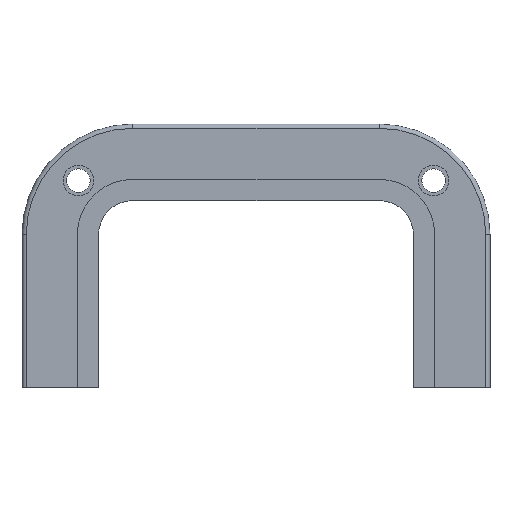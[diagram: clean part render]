
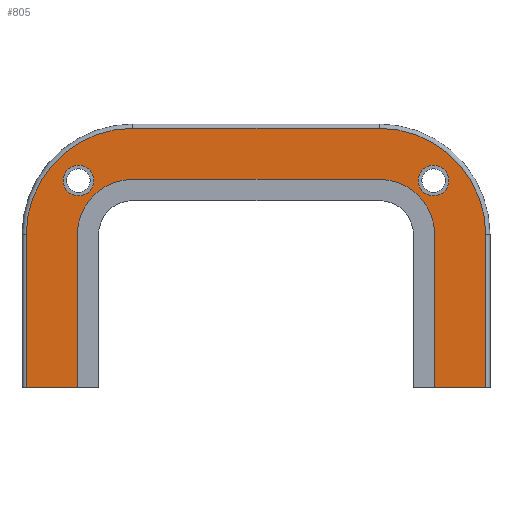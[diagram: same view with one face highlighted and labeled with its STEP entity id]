
A CAD part, top view. The second image highlights one B-rep face of the part: STEP entity #805.
In plain terms, the highlighted planar face has unit normal (0, 0, 1).
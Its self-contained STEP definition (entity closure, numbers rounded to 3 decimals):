
#17=FACE_BOUND('',#130,.T.);
#18=FACE_BOUND('',#131,.T.);
#80=FACE_OUTER_BOUND('',#129,.T.);
#129=EDGE_LOOP('',(#697,#698,#699,#700,#701,#702,#703,#704,#705,#706,#707,
#708));
#130=EDGE_LOOP('',(#709));
#131=EDGE_LOOP('',(#710));
#149=CIRCLE('',#856,25.);
#153=CIRCLE('',#861,25.);
#160=CIRCLE('',#873,13.);
#161=CIRCLE('',#876,13.);
#168=CIRCLE('',#890,3.6);
#171=CIRCLE('',#895,3.6);
#212=LINE('',#1267,#289);
#225=LINE('',#1304,#302);
#241=LINE('',#1360,#318);
#242=LINE('',#1364,#319);
#243=LINE('',#1365,#320);
#244=LINE('',#1367,#321);
#245=LINE('',#1368,#322);
#246=LINE('',#1369,#323);
#289=VECTOR('',#1024,10.);
#302=VECTOR('',#1057,10.);
#318=VECTOR('',#1123,10.);
#319=VECTOR('',#1126,10.);
#320=VECTOR('',#1127,10.);
#321=VECTOR('',#1128,10.);
#322=VECTOR('',#1129,10.);
#323=VECTOR('',#1130,10.);
#362=VERTEX_POINT('',#1249);
#364=VERTEX_POINT('',#1252);
#366=VERTEX_POINT('',#1258);
#367=VERTEX_POINT('',#1260);
#380=VERTEX_POINT('',#1297);
#381=VERTEX_POINT('',#1298);
#382=VERTEX_POINT('',#1303);
#383=VERTEX_POINT('',#1307);
#393=VERTEX_POINT('',#1341);
#396=VERTEX_POINT('',#1350);
#397=VERTEX_POINT('',#1358);
#398=VERTEX_POINT('',#1362);
#399=VERTEX_POINT('',#1363);
#400=VERTEX_POINT('',#1366);
#450=EDGE_CURVE('',#362,#364,#149,.T.);
#454=EDGE_CURVE('',#366,#367,#153,.T.);
#458=EDGE_CURVE('',#367,#362,#212,.T.);
#473=EDGE_CURVE('',#380,#381,#160,.T.);
#476=EDGE_CURVE('',#381,#382,#225,.T.);
#478=EDGE_CURVE('',#382,#383,#161,.T.);
#495=EDGE_CURVE('',#393,#393,#168,.T.);
#499=EDGE_CURVE('',#396,#396,#171,.T.);
#504=EDGE_CURVE('',#364,#397,#241,.T.);
#505=EDGE_CURVE('',#398,#399,#242,.T.);
#506=EDGE_CURVE('',#398,#380,#243,.T.);
#507=EDGE_CURVE('',#383,#400,#244,.T.);
#508=EDGE_CURVE('',#397,#400,#245,.T.);
#509=EDGE_CURVE('',#399,#366,#246,.T.);
#697=ORIENTED_EDGE('',*,*,#505,.F.);
#698=ORIENTED_EDGE('',*,*,#506,.T.);
#699=ORIENTED_EDGE('',*,*,#473,.T.);
#700=ORIENTED_EDGE('',*,*,#476,.T.);
#701=ORIENTED_EDGE('',*,*,#478,.T.);
#702=ORIENTED_EDGE('',*,*,#507,.T.);
#703=ORIENTED_EDGE('',*,*,#508,.F.);
#704=ORIENTED_EDGE('',*,*,#504,.F.);
#705=ORIENTED_EDGE('',*,*,#450,.F.);
#706=ORIENTED_EDGE('',*,*,#458,.F.);
#707=ORIENTED_EDGE('',*,*,#454,.F.);
#708=ORIENTED_EDGE('',*,*,#509,.F.);
#709=ORIENTED_EDGE('',*,*,#495,.T.);
#710=ORIENTED_EDGE('',*,*,#499,.T.);
#761=PLANE('',#900);
#805=ADVANCED_FACE('',(#80,#17,#18),#761,.T.);
#856=AXIS2_PLACEMENT_3D('',#1253,#1005,#1006);
#861=AXIS2_PLACEMENT_3D('',#1261,#1015,#1016);
#873=AXIS2_PLACEMENT_3D('',#1299,#1051,#1052);
#876=AXIS2_PLACEMENT_3D('',#1308,#1061,#1062);
#890=AXIS2_PLACEMENT_3D('',#1342,#1099,#1100);
#895=AXIS2_PLACEMENT_3D('',#1351,#1110,#1111);
#900=AXIS2_PLACEMENT_3D('',#1361,#1124,#1125);
#1005=DIRECTION('center_axis',(0.,0.,-1.));
#1006=DIRECTION('ref_axis',(0.707,0.707,0.));
#1015=DIRECTION('center_axis',(0.,0.,-1.));
#1016=DIRECTION('ref_axis',(-0.707,0.707,0.));
#1024=DIRECTION('',(1.,0.,0.));
#1051=DIRECTION('center_axis',(0.,0.,-1.));
#1052=DIRECTION('ref_axis',(0.,1.,0.));
#1057=DIRECTION('',(1.,0.,0.));
#1061=DIRECTION('center_axis',(0.,0.,-1.));
#1062=DIRECTION('ref_axis',(1.,0.,0.));
#1099=DIRECTION('center_axis',(0.,0.,-1.));
#1100=DIRECTION('ref_axis',(1.,0.,0.));
#1110=DIRECTION('center_axis',(0.,0.,-1.));
#1111=DIRECTION('ref_axis',(1.,0.,0.));
#1123=DIRECTION('',(0.,-1.,0.));
#1124=DIRECTION('center_axis',(0.,0.,1.));
#1125=DIRECTION('ref_axis',(1.,0.,0.));
#1126=DIRECTION('',(-1.,0.,0.));
#1127=DIRECTION('',(0.,1.,0.));
#1128=DIRECTION('',(0.,-1.,0.));
#1129=DIRECTION('',(-1.,0.,0.));
#1130=DIRECTION('',(0.,1.,0.));
#1249=CARTESIAN_POINT('',(68.,175.,20.));
#1252=CARTESIAN_POINT('',(93.,150.,20.));
#1253=CARTESIAN_POINT('Origin',(68.,150.,20.));
#1258=CARTESIAN_POINT('',(-15.,150.,20.));
#1260=CARTESIAN_POINT('',(10.,175.,20.));
#1261=CARTESIAN_POINT('Origin',(10.,150.,20.));
#1267=CARTESIAN_POINT('',(53.5,175.,20.));
#1297=CARTESIAN_POINT('',(-3.,150.,20.));
#1298=CARTESIAN_POINT('',(10.,163.,20.));
#1299=CARTESIAN_POINT('Origin',(10.,150.,20.));
#1303=CARTESIAN_POINT('',(68.,163.,20.));
#1304=CARTESIAN_POINT('',(24.5,163.,20.));
#1307=CARTESIAN_POINT('',(81.,150.,20.));
#1308=CARTESIAN_POINT('Origin',(68.,150.,20.));
#1341=CARTESIAN_POINT('',(77.128,162.728,20.));
#1342=CARTESIAN_POINT('Origin',(80.728,162.728,20.));
#1350=CARTESIAN_POINT('',(-6.328,162.728,20.));
#1351=CARTESIAN_POINT('Origin',(-2.728,162.728,20.));
#1358=CARTESIAN_POINT('',(93.,114.,20.));
#1360=CARTESIAN_POINT('',(93.,15.25,20.));
#1361=CARTESIAN_POINT('Origin',(39.,65.5,20.));
#1362=CARTESIAN_POINT('',(-3.,114.,20.));
#1363=CARTESIAN_POINT('',(-15.,114.,20.));
#1364=CARTESIAN_POINT('',(39.,114.,20.));
#1365=CARTESIAN_POINT('',(-3.,37.75,20.));
#1366=CARTESIAN_POINT('',(81.,114.,20.));
#1367=CARTESIAN_POINT('',(81.,107.75,20.));
#1368=CARTESIAN_POINT('',(39.,114.,20.));
#1369=CARTESIAN_POINT('',(-15.,107.75,20.));
